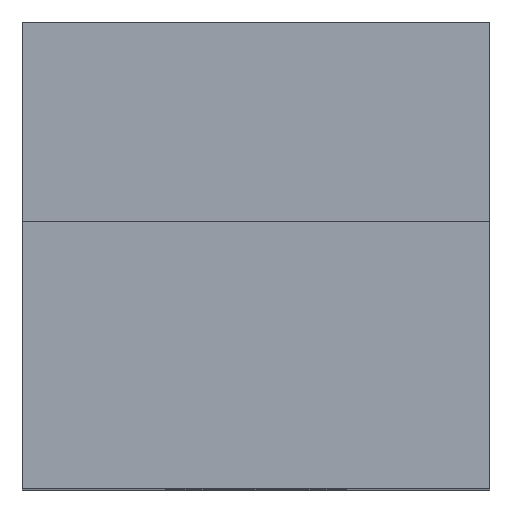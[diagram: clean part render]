
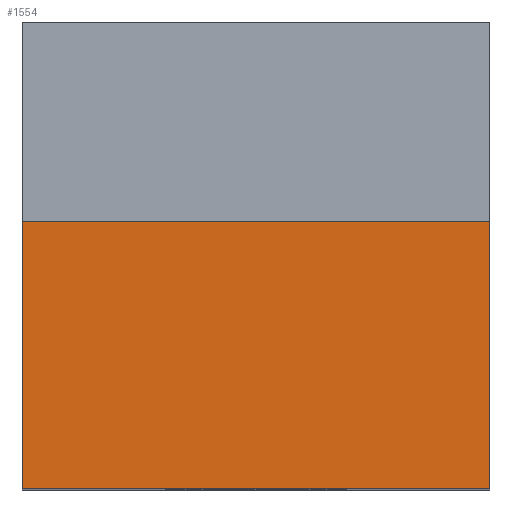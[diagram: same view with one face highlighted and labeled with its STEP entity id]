
A CAD part, top view. The second image highlights one B-rep face of the part: STEP entity #1554.
In plain terms, the highlighted planar face has unit normal (0, 0, 1).
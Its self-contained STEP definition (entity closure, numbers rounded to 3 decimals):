
#278=ORIENTED_EDGE('',*,*,#443,.T.);
#279=ORIENTED_EDGE('',*,*,#454,.F.);
#280=ORIENTED_EDGE('',*,*,#447,.F.);
#281=ORIENTED_EDGE('',*,*,#455,.T.);
#443=EDGE_CURVE('',#538,#537,#669,.T.);
#447=EDGE_CURVE('',#541,#542,#673,.T.);
#454=EDGE_CURVE('',#542,#537,#680,.T.);
#455=EDGE_CURVE('',#541,#538,#681,.T.);
#537=VERTEX_POINT('',#2181);
#538=VERTEX_POINT('',#2183);
#541=VERTEX_POINT('',#2190);
#542=VERTEX_POINT('',#2192);
#669=LINE('',#2182,#807);
#673=LINE('',#2191,#811);
#680=LINE('',#2204,#818);
#681=LINE('',#2206,#819);
#807=VECTOR('',#1884,1000.);
#811=VECTOR('',#1890,1000.);
#818=VECTOR('',#1903,1000.);
#819=VECTOR('',#1906,1000.);
#887=EDGE_LOOP('',(#278,#279,#280,#281));
#963=FACE_BOUND('',#887,.T.);
#1032=PLANE('',#1630);
#1554=ADVANCED_FACE('',(#963),#1032,.F.);
#1630=AXIS2_PLACEMENT_3D('',#2205,#1904,#1905);
#1884=DIRECTION('',(1.,0.,0.));
#1890=DIRECTION('',(1.,0.,0.));
#1903=DIRECTION('',(0.,-1.,0.));
#1904=DIRECTION('',(0.,0.,-1.));
#1905=DIRECTION('',(-1.,0.,0.));
#1906=DIRECTION('',(0.,-1.,0.));
#2181=CARTESIAN_POINT('',(4.,0.,14.));
#2182=CARTESIAN_POINT('',(0.,0.,14.));
#2183=CARTESIAN_POINT('',(0.,0.,14.));
#2190=CARTESIAN_POINT('',(0.,7.,14.));
#2191=CARTESIAN_POINT('',(0.,7.,14.));
#2192=CARTESIAN_POINT('',(4.,7.,14.));
#2204=CARTESIAN_POINT('',(4.,7.,14.));
#2205=CARTESIAN_POINT('',(0.,7.,14.));
#2206=CARTESIAN_POINT('',(0.,7.,14.));
